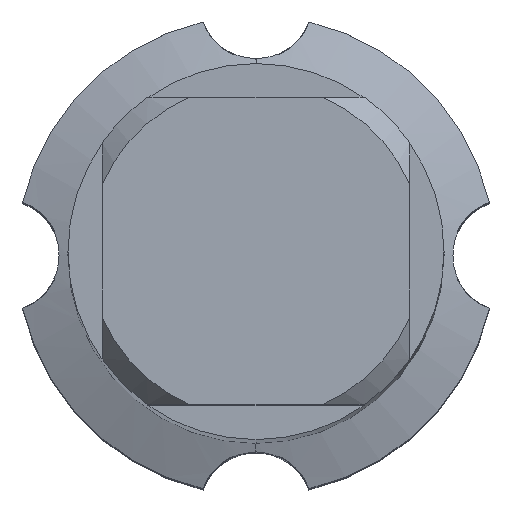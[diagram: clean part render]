
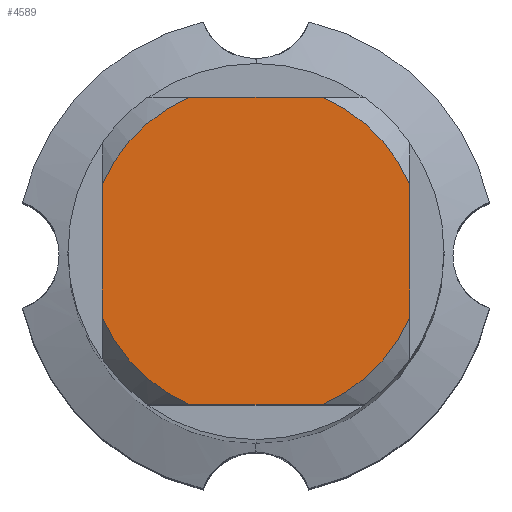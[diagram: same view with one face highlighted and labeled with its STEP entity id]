
A CAD part, top view. The second image highlights one B-rep face of the part: STEP entity #4589.
In plain terms, the highlighted planar face has unit normal (0, 0, 1).
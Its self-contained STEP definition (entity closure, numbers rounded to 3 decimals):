
#2025=EDGE_CURVE('',#5169,#3515,#5793,.T.);
#2161=VERTEX_POINT('',#5946);
#2325=VERTEX_POINT('',#6125);
#3331=EDGE_CURVE('',#5169,#5327,#7216,.T.);
#3419=EDGE_CURVE('',#3721,#5475,#7315,.T.);
#3515=VERTEX_POINT('',#7419);
#3521=EDGE_CURVE('',#2325,#2161,#7426,.T.);
#3557=EDGE_CURVE('',#4859,#5475,#7466,.T.);
#3721=VERTEX_POINT('',#7644);
#4061=EDGE_CURVE('',#2325,#3515,#8010,.T.);
#4463=EDGE_CURVE('',#3721,#2161,#8450,.T.);
#4589=ADVANCED_FACE('',(#8587),#8588,.T.);
#4791=EDGE_CURVE('',#4859,#5327,#8802,.T.);
#4859=VERTEX_POINT('',#8875);
#5169=VERTEX_POINT('',#9209);
#5327=VERTEX_POINT('',#9379);
#5475=VERTEX_POINT('',#9535);
#5793=LINE('',#9983,#9984);
#5946=CARTESIAN_POINT('',(-1.939,4.5,0.0));
#6125=CARTESIAN_POINT('',(1.939,4.5,0.0));
#7216=CIRCLE('',#12735,4.9);
#7315=LINE('',#12903,#12904);
#7419=CARTESIAN_POINT('',(4.5,1.939,0.0));
#7426=LINE('',#13109,#13110);
#7466=CIRCLE('',#13181,4.9);
#7644=CARTESIAN_POINT('',(-4.5,1.939,0.0));
#8010=CIRCLE('',#14225,4.9);
#8450=CIRCLE('',#15082,4.9);
#8587=FACE_OUTER_BOUND('',#15350,.T.);
#8588=PLANE('',#15351);
#8802=LINE('',#15781,#15782);
#8875=CARTESIAN_POINT('',(-1.939,-4.5,0.0));
#9209=CARTESIAN_POINT('',(4.5,-1.939,0.0));
#9379=CARTESIAN_POINT('',(1.939,-4.5,0.0));
#9535=CARTESIAN_POINT('',(-4.5,-1.939,0.0));
#9983=CARTESIAN_POINT('',(4.5,1.225,0.0));
#9984=VECTOR('',#17752,1.0);
#12735=AXIS2_PLACEMENT_3D('',#19253,#19254,#19255);
#12903=CARTESIAN_POINT('',(-4.5,1.225,0.0));
#12904=VECTOR('',#19376,1.0);
#13109=CARTESIAN_POINT('',(0.0,4.5,0.0));
#13110=VECTOR('',#19492,1.0);
#13181=AXIS2_PLACEMENT_3D('',#19538,#19539,#19540);
#14225=AXIS2_PLACEMENT_3D('',#20041,#20042,#20043);
#15082=AXIS2_PLACEMENT_3D('',#20537,#20538,#20539);
#15350=EDGE_LOOP('',(#20778,#20779,#20780,#20781,#20782,#20783,#20784,#20785));
#15351=AXIS2_PLACEMENT_3D('',#20786,#20787,#20788);
#15781=CARTESIAN_POINT('',(0.0,-4.5,0.0));
#15782=VECTOR('',#20963,1.0);
#17752=DIRECTION('',(-0.0,1.0,0.0));
#19253=CARTESIAN_POINT('',(0.0,0.0,0.0));
#19254=DIRECTION('',(0.0,0.0,-1.0));
#19255=DIRECTION('',(0.0,1.0,0.0));
#19376=DIRECTION('',(-0.0,-1.0,0.0));
#19492=DIRECTION('',(-1.0,0.0,0.0));
#19538=CARTESIAN_POINT('',(0.0,0.0,0.0));
#19539=DIRECTION('',(0.0,0.0,-1.0));
#19540=DIRECTION('',(0.0,1.0,0.0));
#20041=CARTESIAN_POINT('',(0.0,0.0,0.0));
#20042=DIRECTION('',(0.0,0.0,-1.0));
#20043=DIRECTION('',(0.0,1.0,0.0));
#20537=CARTESIAN_POINT('',(0.0,0.0,0.0));
#20538=DIRECTION('',(0.0,0.0,-1.0));
#20539=DIRECTION('',(0.0,1.0,0.0));
#20778=ORIENTED_EDGE('',*,*,#3419,.T.);
#20779=ORIENTED_EDGE('',*,*,#3557,.F.);
#20780=ORIENTED_EDGE('',*,*,#4791,.T.);
#20781=ORIENTED_EDGE('',*,*,#3331,.F.);
#20782=ORIENTED_EDGE('',*,*,#2025,.T.);
#20783=ORIENTED_EDGE('',*,*,#4061,.F.);
#20784=ORIENTED_EDGE('',*,*,#3521,.T.);
#20785=ORIENTED_EDGE('',*,*,#4463,.F.);
#20786=CARTESIAN_POINT('',(0.0,2.45,0.0));
#20787=DIRECTION('',(-0.0,0.0,1.0));
#20788=DIRECTION('',(0.0,-1.0,0.0));
#20963=DIRECTION('',(1.0,0.0,0.0));
